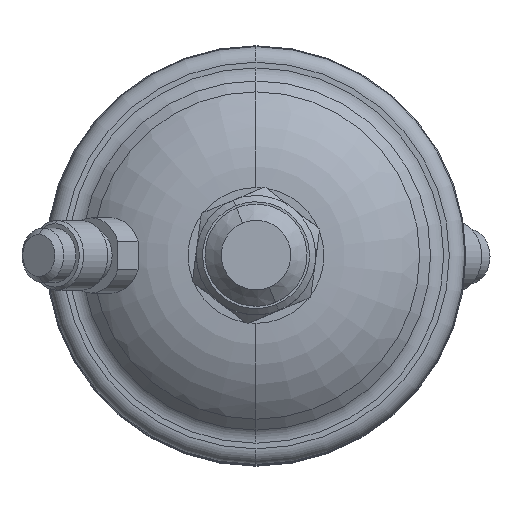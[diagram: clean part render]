
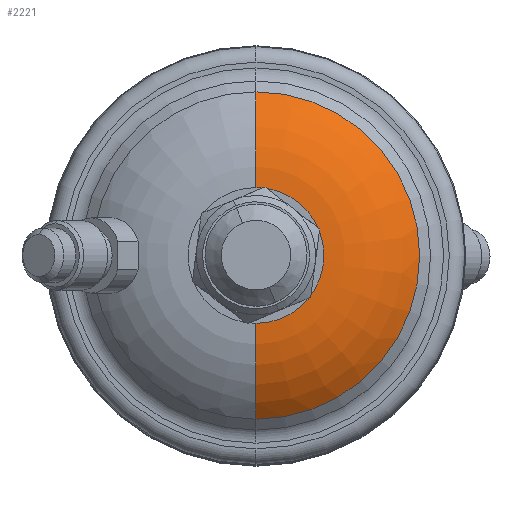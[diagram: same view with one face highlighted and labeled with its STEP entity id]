
A CAD part, top view. The second image highlights one B-rep face of the part: STEP entity #2221.
In plain terms, the highlighted toroidal (fillet/blend) face has major radius 10.84 mm and minor radius 22 mm.
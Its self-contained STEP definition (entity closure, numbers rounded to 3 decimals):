
#3 = CARTESIAN_POINT ( 'NONE',  ( 0., 26.123, 43.325 ) ) ;
#155 = FACE_OUTER_BOUND ( 'NONE', #2210, .T. ) ;
#355 = CARTESIAN_POINT ( 'NONE',  ( 0., 10.84, 27.5 ) ) ;
#457 = CIRCLE ( 'NONE', #4209, 22. ) ;
#532 = CARTESIAN_POINT ( 'NONE',  ( 0., -10.84, 49.5 ) ) ;
#579 = DIRECTION ( 'NONE',  ( 0., 1., 0. ) ) ;
#739 = DIRECTION ( 'NONE',  ( 0., -1., 0. ) ) ;
#746 = ORIENTED_EDGE ( 'NONE', *, *, #2437, .T. ) ;
#858 = CIRCLE ( 'NONE', #1579, 26.123 ) ;
#922 = CIRCLE ( 'NONE', #2074, 22. ) ;
#1148 = ORIENTED_EDGE ( 'NONE', *, *, #1834, .F. ) ;
#1167 = VERTEX_POINT ( 'NONE', #532 ) ;
#1449 = AXIS2_PLACEMENT_3D ( 'NONE', #3735, #2018, #1620 ) ;
#1467 = CARTESIAN_POINT ( 'NONE',  ( 0., 0., 27.5 ) ) ;
#1547 = EDGE_CURVE ( 'NONE', #3679, #2184, #922, .T. ) ;
#1579 = AXIS2_PLACEMENT_3D ( 'NONE', #4025, #2300, #2022 ) ;
#1620 = DIRECTION ( 'NONE',  ( 0., -1., 0. ) ) ;
#1834 = EDGE_CURVE ( 'NONE', #2184, #2394, #858, .T. ) ;
#1846 = ORIENTED_EDGE ( 'NONE', *, *, #2090, .T. ) ;
#1866 = TOROIDAL_SURFACE ( 'NONE', #2578, 10.84, 22. ) ;
#2018 = DIRECTION ( 'NONE',  ( 0., 0., -1. ) ) ;
#2022 = DIRECTION ( 'NONE',  ( 0., -1., 0. ) ) ;
#2074 = AXIS2_PLACEMENT_3D ( 'NONE', #355, #4203, #739 ) ;
#2090 = EDGE_CURVE ( 'NONE', #3679, #1167, #3872, .T. ) ;
#2184 = VERTEX_POINT ( 'NONE', #3 ) ;
#2210 = EDGE_LOOP ( 'NONE', ( #2906, #1846, #746, #1148 ) ) ;
#2221 = ADVANCED_FACE ( 'NONE', ( #155 ), #1866, .T. ) ;
#2300 = DIRECTION ( 'NONE',  ( 0., 0., -1. ) ) ;
#2394 = VERTEX_POINT ( 'NONE', #3692 ) ;
#2437 = EDGE_CURVE ( 'NONE', #1167, #2394, #457, .T. ) ;
#2578 = AXIS2_PLACEMENT_3D ( 'NONE', #1467, #3244, #3223 ) ;
#2635 = DIRECTION ( 'NONE',  ( 1., 0., 0. ) ) ;
#2906 = ORIENTED_EDGE ( 'NONE', *, *, #1547, .F. ) ;
#3223 = DIRECTION ( 'NONE',  ( 0., -1., 0. ) ) ;
#3244 = DIRECTION ( 'NONE',  ( 0., 0., -1. ) ) ;
#3329 = CARTESIAN_POINT ( 'NONE',  ( 0., 10.84, 49.5 ) ) ;
#3679 = VERTEX_POINT ( 'NONE', #3329 ) ;
#3692 = CARTESIAN_POINT ( 'NONE',  ( 0., -26.123, 43.325 ) ) ;
#3735 = CARTESIAN_POINT ( 'NONE',  ( 0., 0., 49.5 ) ) ;
#3872 = CIRCLE ( 'NONE', #1449, 10.84 ) ;
#4025 = CARTESIAN_POINT ( 'NONE',  ( 0., 0., 43.325 ) ) ;
#4030 = CARTESIAN_POINT ( 'NONE',  ( 0., -10.84, 27.5 ) ) ;
#4203 = DIRECTION ( 'NONE',  ( -1., 0., 0. ) ) ;
#4209 = AXIS2_PLACEMENT_3D ( 'NONE', #4030, #2635, #579 ) ;
